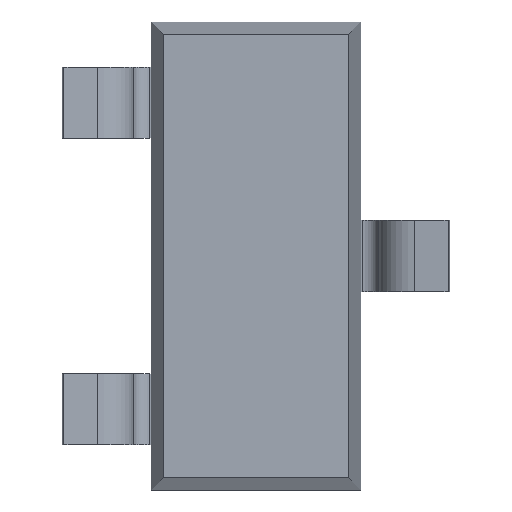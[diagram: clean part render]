
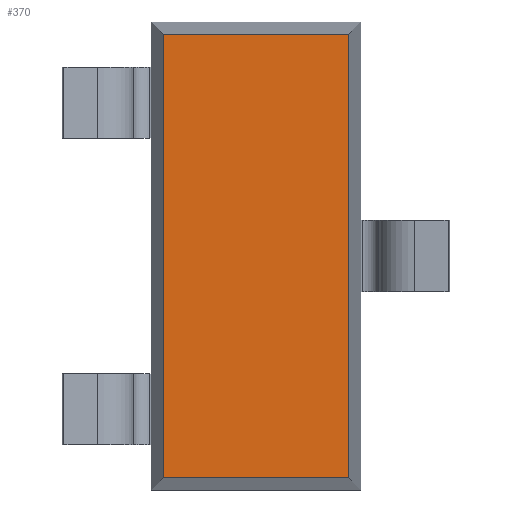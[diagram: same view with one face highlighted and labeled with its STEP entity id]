
A CAD part, front view. The second image highlights one B-rep face of the part: STEP entity #370.
In plain terms, the highlighted planar face has unit normal (0, -1, 0).
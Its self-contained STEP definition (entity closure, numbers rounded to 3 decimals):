
#39 = CARTESIAN_POINT ( 'NONE',  ( -1.45, 0.1, -0.573 ) ) ;
#52 = CARTESIAN_POINT ( 'NONE',  ( 1.373, 0.1, -0.573 ) ) ;
#207 = CARTESIAN_POINT ( 'NONE',  ( 1.373, 0.1, 0.573 ) ) ;
#276 = VERTEX_POINT ( 'NONE', #779 ) ;
#288 = FACE_OUTER_BOUND ( 'NONE', #442, .T. ) ;
#311 = LINE ( 'NONE', #1548, #1900 ) ;
#322 = ORIENTED_EDGE ( 'NONE', *, *, #330, .T. ) ;
#330 = EDGE_CURVE ( 'NONE', #622, #918, #1545, .T. ) ;
#370 = ADVANCED_FACE ( 'NONE', ( #288 ), #812, .T. ) ;
#442 = EDGE_LOOP ( 'NONE', ( #322, #941, #764, #505 ) ) ;
#492 = DIRECTION ( 'NONE',  ( 0., -1., 0. ) ) ;
#505 = ORIENTED_EDGE ( 'NONE', *, *, #1668, .T. ) ;
#567 = LINE ( 'NONE', #1922, #887 ) ;
#622 = VERTEX_POINT ( 'NONE', #901 ) ;
#657 = DIRECTION ( 'NONE',  ( 0., 0., -1. ) ) ;
#664 = DIRECTION ( 'NONE',  ( 1., 0., 0. ) ) ;
#758 = VECTOR ( 'NONE', #664, 1000. ) ;
#764 = ORIENTED_EDGE ( 'NONE', *, *, #1630, .T. ) ;
#779 = CARTESIAN_POINT ( 'NONE',  ( -1.373, 0.1, 0.573 ) ) ;
#812 = PLANE ( 'NONE',  #1561 ) ;
#887 = VECTOR ( 'NONE', #1078, 1000. ) ;
#901 = CARTESIAN_POINT ( 'NONE',  ( -1.373, 0.1, -0.573 ) ) ;
#918 = VERTEX_POINT ( 'NONE', #52 ) ;
#941 = ORIENTED_EDGE ( 'NONE', *, *, #1475, .T. ) ;
#1078 = DIRECTION ( 'NONE',  ( 0., 0., 1. ) ) ;
#1142 = VECTOR ( 'NONE', #1270, 1000. ) ;
#1260 = DIRECTION ( 'NONE',  ( 0., 0., -1. ) ) ;
#1262 = CARTESIAN_POINT ( 'NONE',  ( 1.45, 0.1, 0.573 ) ) ;
#1270 = DIRECTION ( 'NONE',  ( -1., 0., 0. ) ) ;
#1475 = EDGE_CURVE ( 'NONE', #918, #1727, #567, .T. ) ;
#1545 = LINE ( 'NONE', #39, #758 ) ;
#1548 = CARTESIAN_POINT ( 'NONE',  ( -1.373, 0.1, 0.65 ) ) ;
#1561 = AXIS2_PLACEMENT_3D ( 'NONE', #1689, #492, #1260 ) ;
#1630 = EDGE_CURVE ( 'NONE', #1727, #276, #1759, .T. ) ;
#1668 = EDGE_CURVE ( 'NONE', #276, #622, #311, .T. ) ;
#1689 = CARTESIAN_POINT ( 'NONE',  ( 0., 0.1, 0. ) ) ;
#1727 = VERTEX_POINT ( 'NONE', #207 ) ;
#1759 = LINE ( 'NONE', #1262, #1142 ) ;
#1900 = VECTOR ( 'NONE', #657, 1000. ) ;
#1922 = CARTESIAN_POINT ( 'NONE',  ( 1.373, 0.1, -0.65 ) ) ;
